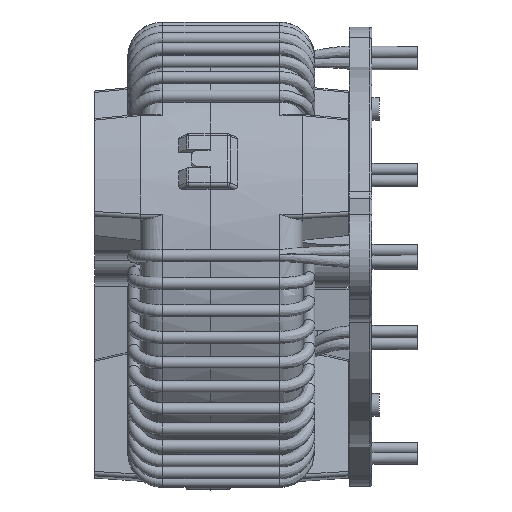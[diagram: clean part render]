
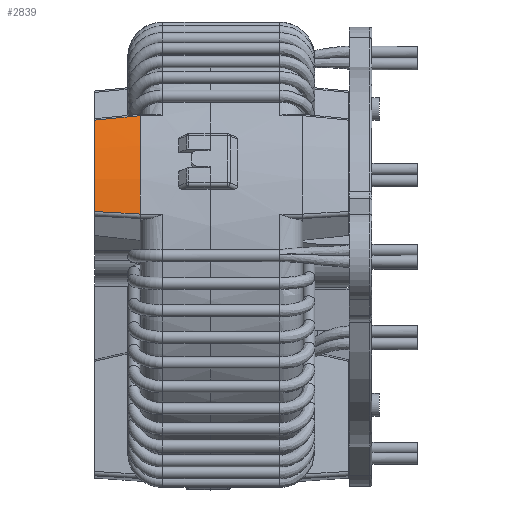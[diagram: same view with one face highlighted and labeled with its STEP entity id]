
A CAD part, left-side view. The second image highlights one B-rep face of the part: STEP entity #2839.
In plain terms, the highlighted conical face has half-angle 4 degrees and reference radius 29.34 mm.
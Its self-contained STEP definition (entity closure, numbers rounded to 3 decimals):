
#2839 = ADVANCED_FACE( '', ( #5947 ), #5948, .T. );
#5947 = FACE_OUTER_BOUND( '', #15750, .T. );
#5948 = CONICAL_SURFACE( '', #15751, 29.34, 0.07 );
#15750 = EDGE_LOOP( '', ( #25014, #25015, #25016, #25017 ) );
#15751 = AXIS2_PLACEMENT_3D( '', #25018, #25019, #25020 );
#25014 = ORIENTED_EDGE( '', *, *, #27764, .F. );
#25015 = ORIENTED_EDGE( '', *, *, #28558, .F. );
#25016 = ORIENTED_EDGE( '', *, *, #29807, .T. );
#25017 = ORIENTED_EDGE( '', *, *, #29535, .F. );
#25018 = CARTESIAN_POINT( '', ( 0., -3., 0. ) );
#25019 = DIRECTION( '', ( 0., 1., 0. ) );
#25020 = DIRECTION( '', ( 1., 0., 0. ) );
#27764 = EDGE_CURVE( '', #32214, #32008, #32216, .T. );
#28558 = EDGE_CURVE( '', #33425, #32214, #33426, .T. );
#29535 = EDGE_CURVE( '', #32008, #34685, #34686, .T. );
#29807 = EDGE_CURVE( '', #33425, #34685, #34991, .T. );
#32008 = VERTEX_POINT( '', #38392 );
#32214 = VERTEX_POINT( '', #38711 );
#32216 = CIRCLE( '', #38714, 29.55 );
#33425 = VERTEX_POINT( '', #40640 );
#33426 = B_SPLINE_CURVE_WITH_KNOTS( '', 3, ( #40641, #40642, #40643, #40644, #40645, #40646, #40647 ), .UNSPECIFIED., .F., .F., ( 4, 1, 1, 1, 4 ), ( 0., 0.25, 0.5, 0.754, 1. ), .UNSPECIFIED. );
#34685 = VERTEX_POINT( '', #42791 );
#34686 = B_SPLINE_CURVE_WITH_KNOTS( '', 3, ( #42792, #42793, #42794, #42795, #42796, #42797, #42798 ), .UNSPECIFIED., .F., .F., ( 4, 1, 1, 1, 4 ), ( 0., 0.246, 0.5, 0.75, 1. ), .UNSPECIFIED. );
#34991 = CIRCLE( '', #43252, 29.13 );
#38392 = CARTESIAN_POINT( '', ( -20.533, 0., -21.251 ) );
#38711 = CARTESIAN_POINT( '', ( -8.138, 0., -28.407 ) );
#38714 = AXIS2_PLACEMENT_3D( '', #45353, #45354, #45355 );
#40640 = CARTESIAN_POINT( '', ( -8.438, -6., -27.882 ) );
#40641 = CARTESIAN_POINT( '', ( -8.438, -6., -27.882 ) );
#40642 = CARTESIAN_POINT( '', ( -8.413, -5.5, -27.926 ) );
#40643 = CARTESIAN_POINT( '', ( -8.362, -4.499, -28.014 ) );
#40644 = CARTESIAN_POINT( '', ( -8.287, -2.99, -28.146 ) );
#40645 = CARTESIAN_POINT( '', ( -8.214, -1.49, -28.277 ) );
#40646 = CARTESIAN_POINT( '', ( -8.163, -0.491, -28.364 ) );
#40647 = CARTESIAN_POINT( '', ( -8.138, 0., -28.408 ) );
#42791 = CARTESIAN_POINT( '', ( -19.927, -6., -21.249 ) );
#42792 = CARTESIAN_POINT( '', ( -20.533, 0., -21.251 ) );
#42793 = CARTESIAN_POINT( '', ( -20.483, -0.491, -21.251 ) );
#42794 = CARTESIAN_POINT( '', ( -20.381, -1.49, -21.252 ) );
#42795 = CARTESIAN_POINT( '', ( -20.231, -2.99, -21.25 ) );
#42796 = CARTESIAN_POINT( '', ( -20.08, -4.499, -21.248 ) );
#42797 = CARTESIAN_POINT( '', ( -19.978, -5.5, -21.248 ) );
#42798 = CARTESIAN_POINT( '', ( -19.927, -6., -21.249 ) );
#43252 = AXIS2_PLACEMENT_3D( '', #47515, #47516, #47517 );
#45353 = CARTESIAN_POINT( '', ( 0., 0., 0. ) );
#45354 = DIRECTION( '', ( 0., 1., 0. ) );
#45355 = DIRECTION( '', ( -0.275, 0., -0.961 ) );
#47515 = CARTESIAN_POINT( '', ( 0., -6., 0. ) );
#47516 = DIRECTION( '', ( 0., 1., 0. ) );
#47517 = DIRECTION( '', ( -0.29, 0., -0.957 ) );
